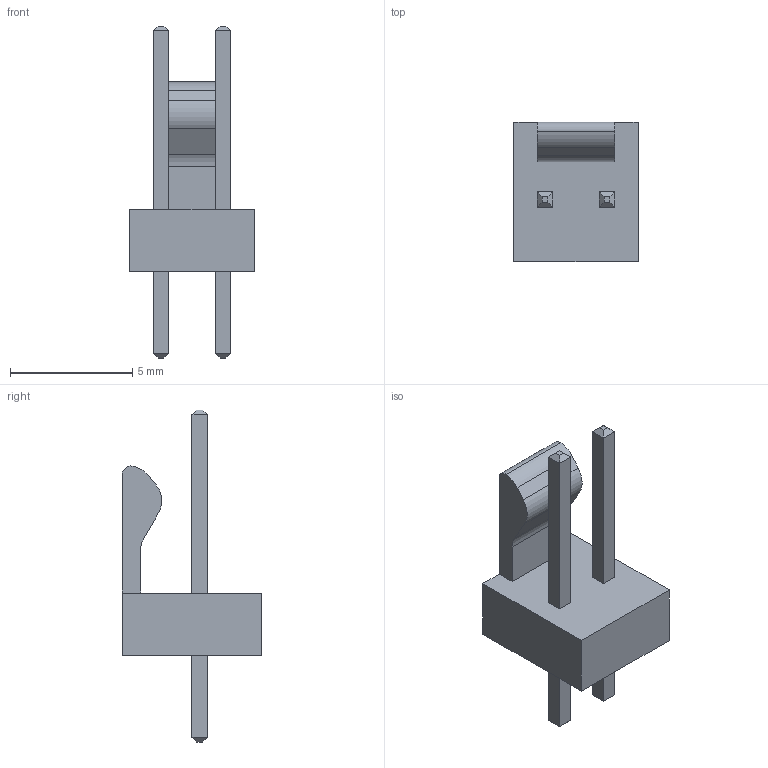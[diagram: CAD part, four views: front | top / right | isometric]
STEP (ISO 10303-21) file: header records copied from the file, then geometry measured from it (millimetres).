
FILE_DESCRIPTION(/* description */ (''),/* implementation_level */ '2;1');
FILE_NAME(/* name */ '640456-2 v3.step',/* time_stamp */ '2022-07-01T14:26:01-07:00',/* author */ (''),/* organization */ (''),/* preprocessor_version */ 'ST-DEVELOPER v19',/* originating_system */ 'Autodesk Translation Framework v11.7.0.108',/* authorisation */ '');
FILE_SCHEMA (('AUTOMOTIVE_DESIGN { 1 0 10303 214 3 1 1 }'));
Length unit declared in the file: millimetre
Products named in the file (1): 640456-2
Bounding box: 5.08 x 5.71 x 13.59 mm (x, y, z)
Volume: 100.1 mm3; surface area: 239 mm2
Topology: 3 solids, 3 shells, 51 faces, 119 edges, 74 vertices
Faces by surface type: plane 47, cylinder 4
Entity records: 1466 total; most frequent: CARTESIAN_POINT 245, ORIENTED_EDGE 238, DIRECTION 231, EDGE_CURVE 119, LINE 111, VECTOR 111, VERTEX_POINT 74, AXIS2_PLACEMENT_3D 60
